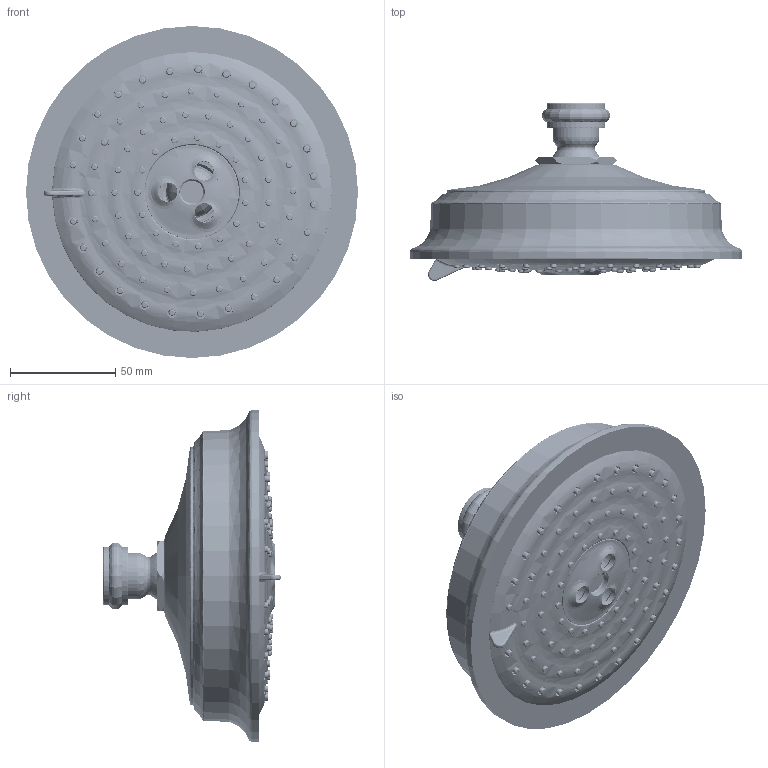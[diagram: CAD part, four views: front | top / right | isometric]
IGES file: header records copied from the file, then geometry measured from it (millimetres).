
Start section:  PTC IGES file: 2144.igs
Global section: file name: 2144.igs; native system: Creo Parametric by PTC Inc.; preprocessor: 2018400; author: rsmith; organization: Unknown; date: 20210316.171642; units: inch
Bounding box: 157.48 x 84.34 x 157.48 mm (x, y, z)
Surface area: 84024.2 mm2 (no closed solid volume)
Topology: 0 solids, 0 shells, 1923 faces, 9147 edges, 9126 vertices
Faces by surface type: revolution 1485, bspline 438
